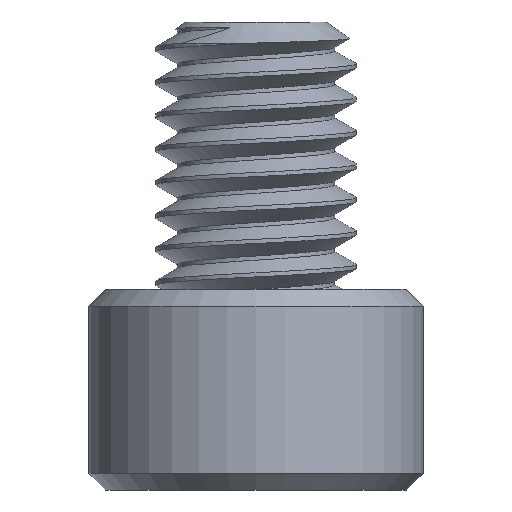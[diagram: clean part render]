
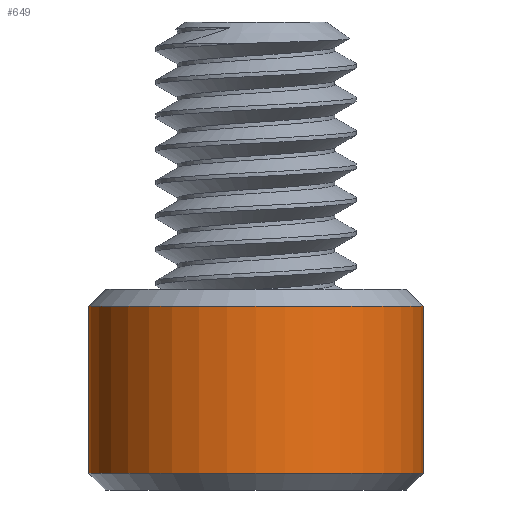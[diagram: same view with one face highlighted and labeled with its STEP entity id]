
A CAD part, front view. The second image highlights one B-rep face of the part: STEP entity #649.
In plain terms, the highlighted cylindrical face has radius 5 mm (diameter 10 mm), a full revolution.
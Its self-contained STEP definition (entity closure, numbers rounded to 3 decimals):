
#63=FACE_OUTER_BOUND('',#103,.T.);
#103=EDGE_LOOP('',(#491,#492,#493,#494,#495,#496));
#128=CIRCLE('',#709,5.);
#129=CIRCLE('',#710,5.);
#132=CIRCLE('',#714,5.);
#133=CIRCLE('',#715,5.);
#205=LINE('',#4053,#237);
#237=VECTOR('',#830,5.);
#287=VERTEX_POINT('',#4026);
#288=VERTEX_POINT('',#4027);
#291=VERTEX_POINT('',#4036);
#292=VERTEX_POINT('',#4037);
#364=EDGE_CURVE('',#287,#288,#128,.T.);
#365=EDGE_CURVE('',#288,#287,#129,.T.);
#369=EDGE_CURVE('',#291,#292,#132,.T.);
#370=EDGE_CURVE('',#292,#291,#133,.T.);
#376=EDGE_CURVE('',#287,#292,#205,.T.);
#491=ORIENTED_EDGE('',*,*,#364,.T.);
#492=ORIENTED_EDGE('',*,*,#365,.T.);
#493=ORIENTED_EDGE('',*,*,#376,.T.);
#494=ORIENTED_EDGE('',*,*,#370,.T.);
#495=ORIENTED_EDGE('',*,*,#369,.T.);
#496=ORIENTED_EDGE('',*,*,#376,.F.);
#627=CYLINDRICAL_SURFACE('',#720,5.);
#649=ADVANCED_FACE('',(#63),#627,.T.);
#709=AXIS2_PLACEMENT_3D('',#4028,#804,#805);
#710=AXIS2_PLACEMENT_3D('',#4029,#806,#807);
#714=AXIS2_PLACEMENT_3D('',#4038,#815,#816);
#715=AXIS2_PLACEMENT_3D('',#4039,#817,#818);
#720=AXIS2_PLACEMENT_3D('',#4052,#828,#829);
#804=DIRECTION('center_axis',(0.,0.,-1.));
#805=DIRECTION('ref_axis',(-1.,0.,0.));
#806=DIRECTION('center_axis',(0.,0.,-1.));
#807=DIRECTION('ref_axis',(-1.,0.,0.));
#815=DIRECTION('center_axis',(0.,0.,1.));
#816=DIRECTION('ref_axis',(-1.,0.,0.));
#817=DIRECTION('center_axis',(0.,0.,1.));
#818=DIRECTION('ref_axis',(-1.,0.,0.));
#828=DIRECTION('center_axis',(0.,0.,1.));
#829=DIRECTION('ref_axis',(1.,0.,0.));
#830=DIRECTION('',(0.,0.,-1.));
#4026=CARTESIAN_POINT('',(-5.,0.,-8.5));
#4027=CARTESIAN_POINT('',(5.,0.,-8.5));
#4028=CARTESIAN_POINT('Origin',(0.,0.,-8.5));
#4029=CARTESIAN_POINT('Origin',(0.,0.,-8.5));
#4036=CARTESIAN_POINT('',(5.,0.,-13.5));
#4037=CARTESIAN_POINT('',(-5.,0.,-13.5));
#4038=CARTESIAN_POINT('Origin',(0.,0.,-13.5));
#4039=CARTESIAN_POINT('Origin',(0.,0.,-13.5));
#4052=CARTESIAN_POINT('Origin',(0.,0.,-14.));
#4053=CARTESIAN_POINT('',(-5.,0.,-14.));
